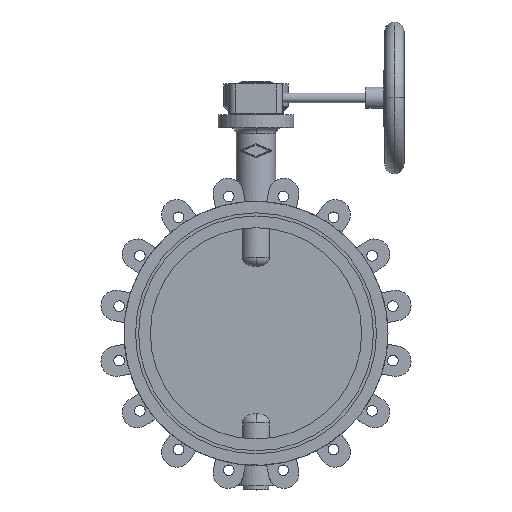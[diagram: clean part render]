
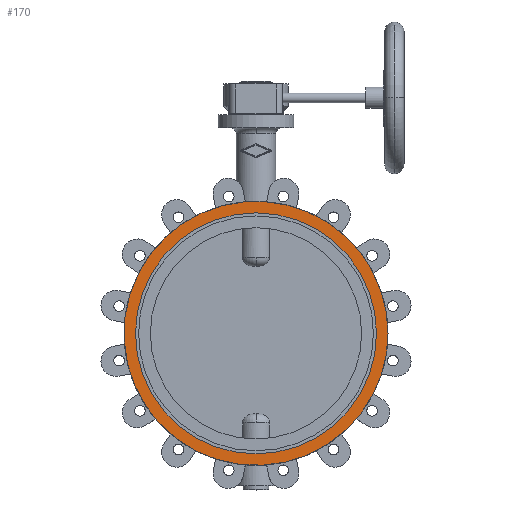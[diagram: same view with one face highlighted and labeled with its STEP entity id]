
A CAD part, top view. The second image highlights one B-rep face of the part: STEP entity #170.
In plain terms, the highlighted planar face has unit normal (0, 0, 1).
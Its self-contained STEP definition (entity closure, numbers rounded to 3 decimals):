
#170 = ADVANCED_FACE( '', ( #572, #573 ), #574, .T. );
#572 = FACE_OUTER_BOUND( '', #1330, .T. );
#573 = FACE_BOUND( '', #1331, .T. );
#574 = PLANE( '', #1332 );
#1330 = EDGE_LOOP( '', ( #2401, #2402, #2403 ) );
#1331 = EDGE_LOOP( '', ( #2404, #2405, #2406 ) );
#1332 = AXIS2_PLACEMENT_3D( '', #2407, #2408, #2409 );
#2401 = ORIENTED_EDGE( '', *, *, #5139, .T. );
#2402 = ORIENTED_EDGE( '', *, *, #4961, .T. );
#2403 = ORIENTED_EDGE( '', *, *, #5140, .T. );
#2404 = ORIENTED_EDGE( '', *, *, #5141, .F. );
#2405 = ORIENTED_EDGE( '', *, *, #5142, .F. );
#2406 = ORIENTED_EDGE( '', *, *, #5035, .F. );
#2407 = CARTESIAN_POINT( '', ( 0., 0., -2. ) );
#2408 = DIRECTION( '', ( 0., 0., 1. ) );
#2409 = DIRECTION( '', ( 1., 0., 0. ) );
#4961 = EDGE_CURVE( '', #5952, #5950, #5953, .T. );
#5035 = EDGE_CURVE( '', #6097, #6100, #6101, .T. );
#5139 = EDGE_CURVE( '', #6285, #5952, #6286, .T. );
#5140 = EDGE_CURVE( '', #5950, #6285, #6287, .T. );
#5141 = EDGE_CURVE( '', #6288, #6097, #6289, .T. );
#5142 = EDGE_CURVE( '', #6100, #6288, #6290, .T. );
#5950 = VERTEX_POINT( '', #7586 );
#5952 = VERTEX_POINT( '', #7589 );
#5953 = CIRCLE( '', #7590, 217.5 );
#6097 = VERTEX_POINT( '', #7771 );
#6100 = VERTEX_POINT( '', #7775 );
#6101 = CIRCLE( '', #7776, 198.5 );
#6285 = VERTEX_POINT( '', #9324 );
#6286 = CIRCLE( '', #9325, 217.5 );
#6287 = CIRCLE( '', #9326, 217.5 );
#6288 = VERTEX_POINT( '', #9327 );
#6289 = CIRCLE( '', #9328, 198.5 );
#6290 = CIRCLE( '', #9329, 198.5 );
#7586 = CARTESIAN_POINT( '', ( 193.535, -99.249, -2. ) );
#7589 = CARTESIAN_POINT( '', ( -193.535, 99.249, -2. ) );
#7590 = AXIS2_PLACEMENT_3D( '', #11792, #11793, #11794 );
#7771 = CARTESIAN_POINT( '', ( 0., 198.5, -2. ) );
#7775 = CARTESIAN_POINT( '', ( 0., -198.5, -2. ) );
#7776 = AXIS2_PLACEMENT_3D( '', #11938, #11939, #11940 );
#9324 = CARTESIAN_POINT( '', ( 217.5, 0., -2. ) );
#9325 = AXIS2_PLACEMENT_3D( '', #12108, #12109, #12110 );
#9326 = AXIS2_PLACEMENT_3D( '', #12111, #12112, #12113 );
#9327 = CARTESIAN_POINT( '', ( 198.5, 0., -2. ) );
#9328 = AXIS2_PLACEMENT_3D( '', #12114, #12115, #12116 );
#9329 = AXIS2_PLACEMENT_3D( '', #12117, #12118, #12119 );
#11792 = CARTESIAN_POINT( '', ( 0., 0., -2. ) );
#11793 = DIRECTION( '', ( 0., 0., 1. ) );
#11794 = DIRECTION( '', ( 1., 0., 0. ) );
#11938 = CARTESIAN_POINT( '', ( 0., 0., -2. ) );
#11939 = DIRECTION( '', ( 0., 0., 1. ) );
#11940 = DIRECTION( '', ( 0., 1., 0. ) );
#12108 = CARTESIAN_POINT( '', ( 0., 0., -2. ) );
#12109 = DIRECTION( '', ( 0., 0., 1. ) );
#12110 = DIRECTION( '', ( 1., 0., 0. ) );
#12111 = CARTESIAN_POINT( '', ( 0., 0., -2. ) );
#12112 = DIRECTION( '', ( 0., 0., 1. ) );
#12113 = DIRECTION( '', ( 1., 0., 0. ) );
#12114 = CARTESIAN_POINT( '', ( 0., 0., -2. ) );
#12115 = DIRECTION( '', ( 0., 0., 1. ) );
#12116 = DIRECTION( '', ( 0., 1., 0. ) );
#12117 = CARTESIAN_POINT( '', ( 0., 0., -2. ) );
#12118 = DIRECTION( '', ( 0., 0., 1. ) );
#12119 = DIRECTION( '', ( 0., 1., 0. ) );
